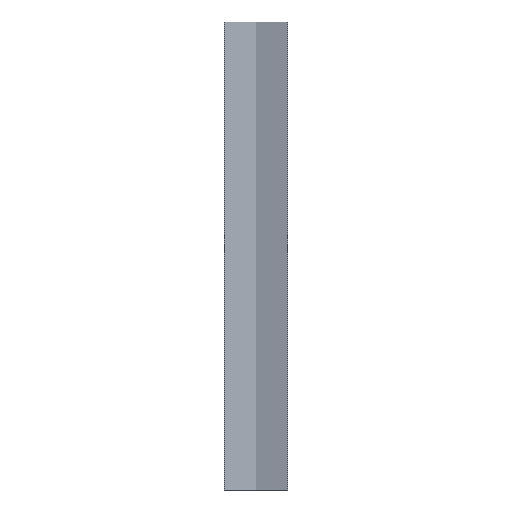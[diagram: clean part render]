
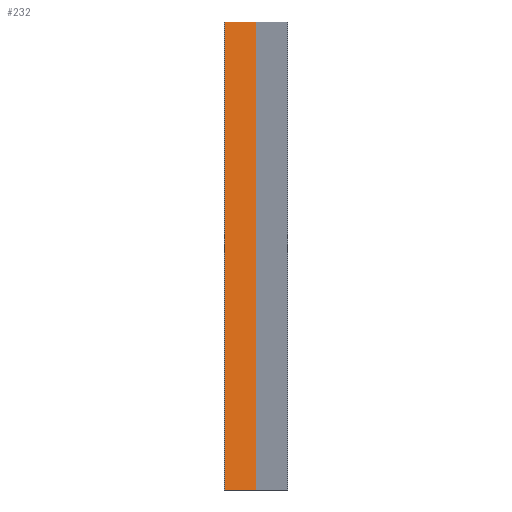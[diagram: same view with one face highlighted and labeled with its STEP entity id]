
A CAD part, front view. The second image highlights one B-rep face of the part: STEP entity #232.
In plain terms, the highlighted planar face has unit normal (0.259, -0.966, 0).
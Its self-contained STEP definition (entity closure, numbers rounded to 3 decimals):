
#16 = LINE ( 'NONE', #917, #117 ) ;
#28 = LINE ( 'NONE', #74, #52 ) ;
#30 = CARTESIAN_POINT ( 'NONE',  ( -0.259, 69.554, 1500. ) ) ;
#33 = CARTESIAN_POINT ( 'NONE',  ( -200.259, 15.964, -1500. ) ) ;
#52 = VECTOR ( 'NONE', #915, 1000. ) ;
#68 = CARTESIAN_POINT ( 'NONE',  ( -202.482, 15.368, 1500. ) ) ;
#74 = CARTESIAN_POINT ( 'NONE',  ( -202.482, 15.368, -1500. ) ) ;
#107 = VERTEX_POINT ( 'NONE', #124 ) ;
#117 = VECTOR ( 'NONE', #744, 1000. ) ;
#124 = CARTESIAN_POINT ( 'NONE',  ( 0., 69.623, 1500. ) ) ;
#187 = CARTESIAN_POINT ( 'NONE',  ( -202.482, 15.368, 1500. ) ) ;
#217 = EDGE_CURVE ( 'NONE', #226, #1279, #28, .T. ) ;
#226 = VERTEX_POINT ( 'NONE', #33 ) ;
#232 = ADVANCED_FACE ( 'NONE', ( #722 ), #545, .F. ) ;
#267 = VECTOR ( 'NONE', #441, 1000. ) ;
#288 = EDGE_CURVE ( 'NONE', #1146, #831, #449, .T. ) ;
#374 = EDGE_CURVE ( 'NONE', #548, #107, #1240, .T. ) ;
#375 = DIRECTION ( 'NONE',  ( 0.966, 0.259, 0. ) ) ;
#429 = EDGE_CURVE ( 'NONE', #1279, #800, #953, .T. ) ;
#434 = VECTOR ( 'NONE', #794, 1000. ) ;
#441 = DIRECTION ( 'NONE',  ( 0.966, 0.259, 0. ) ) ;
#449 = LINE ( 'NONE', #1337, #267 ) ;
#467 = LINE ( 'NONE', #187, #434 ) ;
#521 = ORIENTED_EDGE ( 'NONE', *, *, #217, .F. ) ;
#542 = CARTESIAN_POINT ( 'NONE',  ( -201., 15.765, 1500. ) ) ;
#545 = PLANE ( 'NONE',  #1127 ) ;
#548 = VERTEX_POINT ( 'NONE', #30 ) ;
#683 = EDGE_CURVE ( 'NONE', #1132, #548, #467, .T. ) ;
#712 = DIRECTION ( 'NONE',  ( -0.259, 0.966, 0. ) ) ;
#722 = FACE_OUTER_BOUND ( 'NONE', #1329, .T. ) ;
#731 = DIRECTION ( 'NONE',  ( 0.966, 0.259, 0. ) ) ;
#744 = DIRECTION ( 'NONE',  ( -0.966, -0.259, 0. ) ) ;
#751 = DIRECTION ( 'NONE',  ( -0.966, -0.259, 0. ) ) ;
#777 = ORIENTED_EDGE ( 'NONE', *, *, #1281, .T. ) ;
#779 = ORIENTED_EDGE ( 'NONE', *, *, #288, .T. ) ;
#782 = CARTESIAN_POINT ( 'NONE',  ( -202.482, 15.368, 1500. ) ) ;
#791 = ORIENTED_EDGE ( 'NONE', *, *, #1040, .T. ) ;
#794 = DIRECTION ( 'NONE',  ( 0.966, 0.259, 0. ) ) ;
#797 = ORIENTED_EDGE ( 'NONE', *, *, #374, .F. ) ;
#800 = VERTEX_POINT ( 'NONE', #542 ) ;
#808 = ORIENTED_EDGE ( 'NONE', *, *, #683, .F. ) ;
#809 = ORIENTED_EDGE ( 'NONE', *, *, #957, .T. ) ;
#811 = ORIENTED_EDGE ( 'NONE', *, *, #429, .F. ) ;
#814 = CARTESIAN_POINT ( 'NONE',  ( -201., 15.765, -1500. ) ) ;
#831 = VERTEX_POINT ( 'NONE', #896 ) ;
#868 = CARTESIAN_POINT ( 'NONE',  ( -201., 15.765, 1500. ) ) ;
#896 = CARTESIAN_POINT ( 'NONE',  ( 0., 69.623, -1500. ) ) ;
#910 = VECTOR ( 'NONE', #1295, 1000. ) ;
#915 = DIRECTION ( 'NONE',  ( -0.966, -0.259, 0. ) ) ;
#917 = CARTESIAN_POINT ( 'NONE',  ( -200.259, 15.964, 1500. ) ) ;
#920 = CARTESIAN_POINT ( 'NONE',  ( -202.482, 15.368, -1500. ) ) ;
#953 = LINE ( 'NONE', #868, #910 ) ;
#957 = EDGE_CURVE ( 'NONE', #1132, #800, #16, .T. ) ;
#1037 = CARTESIAN_POINT ( 'NONE',  ( -0.259, 69.554, -1500. ) ) ;
#1040 = EDGE_CURVE ( 'NONE', #831, #107, #1407, .T. ) ;
#1083 = VECTOR ( 'NONE', #375, 1000. ) ;
#1127 = AXIS2_PLACEMENT_3D ( 'NONE', #782, #712, #751 ) ;
#1132 = VERTEX_POINT ( 'NONE', #1158 ) ;
#1146 = VERTEX_POINT ( 'NONE', #1037 ) ;
#1158 = CARTESIAN_POINT ( 'NONE',  ( -200.259, 15.964, 1500. ) ) ;
#1178 = VECTOR ( 'NONE', #731, 1000. ) ;
#1180 = LINE ( 'NONE', #920, #1178 ) ;
#1240 = LINE ( 'NONE', #68, #1083 ) ;
#1279 = VERTEX_POINT ( 'NONE', #814 ) ;
#1281 = EDGE_CURVE ( 'NONE', #226, #1146, #1180, .T. ) ;
#1295 = DIRECTION ( 'NONE',  ( 0., 0., 1. ) ) ;
#1319 = DIRECTION ( 'NONE',  ( 0., 0., 1. ) ) ;
#1329 = EDGE_LOOP ( 'NONE', ( #777, #779, #791, #797, #808, #809, #811, #521 ) ) ;
#1337 = CARTESIAN_POINT ( 'NONE',  ( -0.259, 69.554, -1500. ) ) ;
#1368 = CARTESIAN_POINT ( 'NONE',  ( 0., 69.623, 1500. ) ) ;
#1403 = VECTOR ( 'NONE', #1319, 1000. ) ;
#1407 = LINE ( 'NONE', #1368, #1403 ) ;
